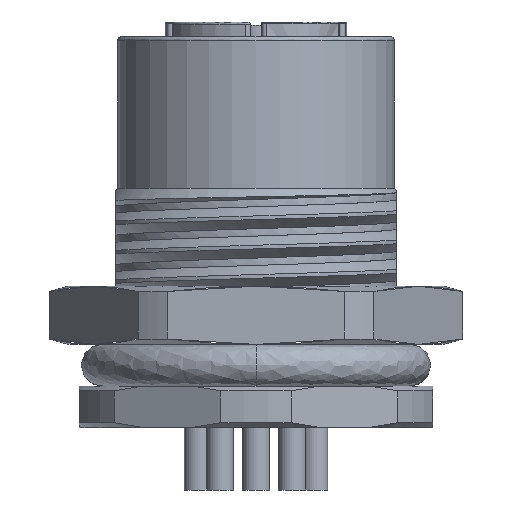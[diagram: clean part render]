
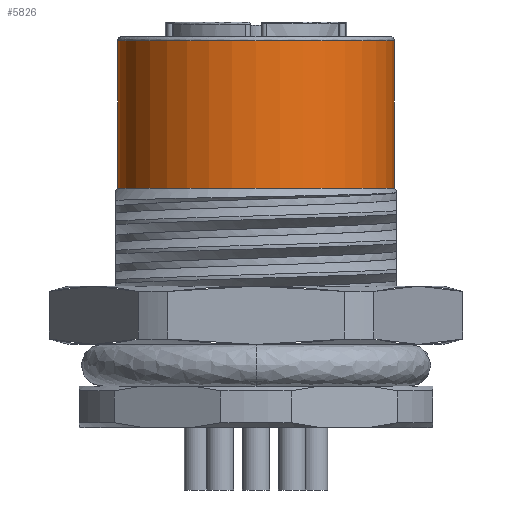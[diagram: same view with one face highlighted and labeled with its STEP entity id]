
A CAD part, front view. The second image highlights one B-rep face of the part: STEP entity #5826.
In plain terms, the highlighted face is a revolution surface.
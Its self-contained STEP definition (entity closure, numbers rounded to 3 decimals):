
#5826 = ADVANCED_FACE('',(#5827),#5863,.T.);
#5827 = FACE_BOUND('',#5828,.T.);
#5828 = EDGE_LOOP('',(#5829,#5839,#5848,#5856));
#5829 = ORIENTED_EDGE('',*,*,#5830,.T.);
#5830 = EDGE_CURVE('',#5831,#5833,#5835,.T.);
#5831 = VERTEX_POINT('',#5832);
#5832 = CARTESIAN_POINT('',(6.65,0.,-0.9));
#5833 = VERTEX_POINT('',#5834);
#5834 = CARTESIAN_POINT('',(6.65,0.,-8.));
#5835 = LINE('',#5836,#5837);
#5836 = CARTESIAN_POINT('',(6.65,0.,-0.9));
#5837 = VECTOR('',#5838,1.);
#5838 = DIRECTION('',(0.,0.,-1.));
#5839 = ORIENTED_EDGE('',*,*,#5840,.T.);
#5840 = EDGE_CURVE('',#5833,#5841,#5843,.T.);
#5841 = VERTEX_POINT('',#5842);
#5842 = CARTESIAN_POINT('',(-6.65,0.,-8.));
#5843 = CIRCLE('',#5844,6.65);
#5844 = AXIS2_PLACEMENT_3D('',#5845,#5846,#5847);
#5845 = CARTESIAN_POINT('',(0.,0.,-8.));
#5846 = DIRECTION('',(0.,0.,-1.));
#5847 = DIRECTION('',(1.,0.,0.));
#5848 = ORIENTED_EDGE('',*,*,#5849,.T.);
#5849 = EDGE_CURVE('',#5841,#5850,#5852,.T.);
#5850 = VERTEX_POINT('',#5851);
#5851 = CARTESIAN_POINT('',(-6.65,0.,-0.9));
#5852 = LINE('',#5853,#5854);
#5853 = CARTESIAN_POINT('',(-6.65,0.,-8.));
#5854 = VECTOR('',#5855,1.);
#5855 = DIRECTION('',(0.,0.,1.));
#5856 = ORIENTED_EDGE('',*,*,#5857,.T.);
#5857 = EDGE_CURVE('',#5850,#5831,#5858,.T.);
#5858 = CIRCLE('',#5859,6.65);
#5859 = AXIS2_PLACEMENT_3D('',#5860,#5861,#5862);
#5860 = CARTESIAN_POINT('',(0.,0.,-0.9));
#5861 = DIRECTION('',(0.,0.,1.));
#5862 = DIRECTION('',(-1.,0.,0.));
#5863 = SURFACE_OF_REVOLUTION('',#5864,#5868);
#5864 = LINE('',#5865,#5866);
#5865 = CARTESIAN_POINT('',(-6.637,0.418,-0.758));
#5866 = VECTOR('',#5867,1.);
#5867 = DIRECTION('',(0.,0.,-1.));
#5868 = AXIS1_PLACEMENT('',#5869,#5870);
#5869 = CARTESIAN_POINT('',(0.,0.,0.24));
#5870 = DIRECTION('',(0.,0.,1.));
